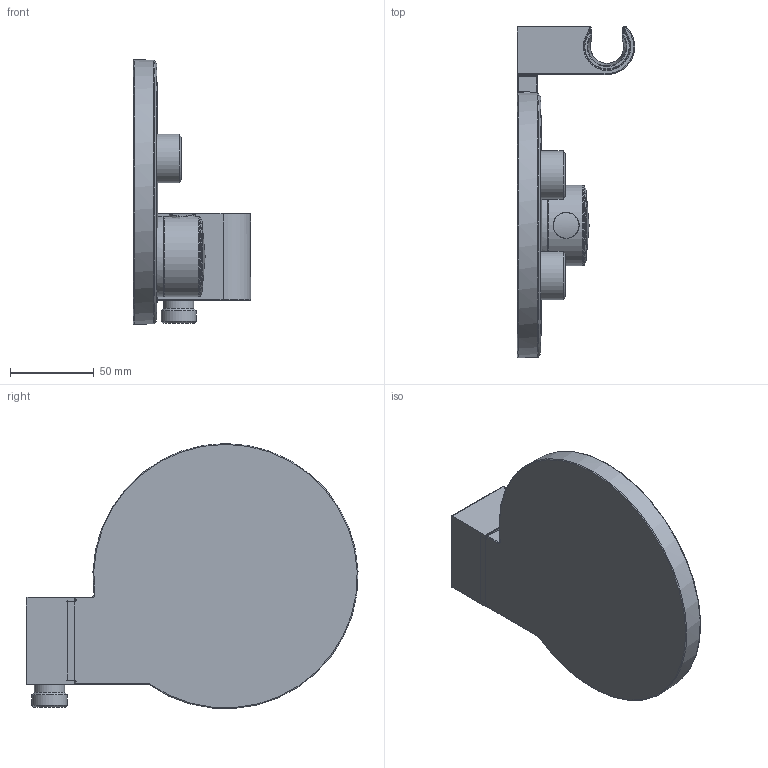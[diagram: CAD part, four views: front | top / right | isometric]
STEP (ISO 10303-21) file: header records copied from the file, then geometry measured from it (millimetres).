
FILE_DESCRIPTION(/* description */ ('Unknown'),/* implementation_level */ '2;1');
FILE_NAME(/* name */ '29120000',/* time_stamp */ '2022-09-09T17:42:36+02:00',/* author */ ('Unknown'),/* organization */ ('GROHE AG'),/* preprocessor_version */ 'ST-DEVELOPER v16.7',/* originating_system */ 'DEX',/* authorisation */ $);
FILE_SCHEMA (('AUTOMOTIVE_DESIGN {1 0 10303 214 3 1 1}'));
Products named in the file (10): 29120000; 160617_SMC_TurningKnob_Housing_facetted_29mm_Lob; 29120000_0; 29120000_1; 29120000_2; 29120000_3; 29120000_4; 29120000_5; 29120000_6
Assembly tree (9 placements, depth 2):
  29120000
    160617_SMC_TurningKnob_Housing_facetted_29mm_Lob
    29120000
    29120000_0
    29120000_1
    29120000_2
    29120000_3
    29120000_4
    29120000_5
    29120000_6
Bounding box: 69.99 x 198.06 x 158.04 mm (x, y, z)
Volume: 442333.3 mm3; surface area: 112525.5 mm2
Topology: 10 solids, 17 shells, 1520 faces, 3904 edges, 2349 vertices
Faces by surface type: bspline 402, plane 381, cylinder 381, cone 168, torus 103, sphere 85
Full cylindrical faces by diameter (mm): 3.4 x1, 5.8 x1, 13.2 x1, 15 x1, 18 x1, 20.955 x1, 21 x1, 24.5 x4, 27.7 x2, 29 x2, 30.9 x2, 32.5 x4, 48 x1
Entity records: 50470 total; most frequent: CARTESIAN_POINT 17528, ORIENTED_EDGE 7432, DIRECTION 6022, EDGE_CURVE 3716, AXIS2_PLACEMENT_3D 2527, VERTEX_POINT 2308, EDGE_LOOP 1602, FACE_BOUND 1602
